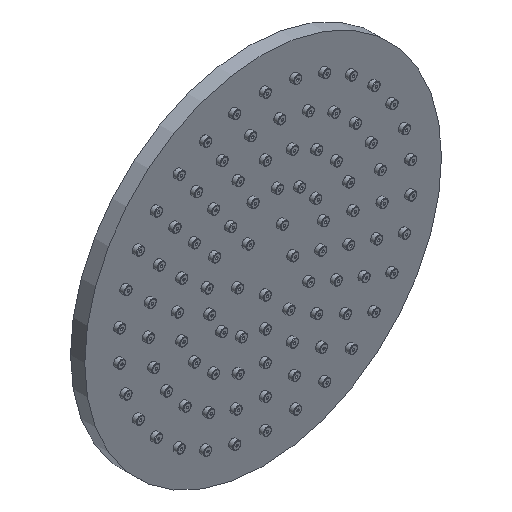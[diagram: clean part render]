
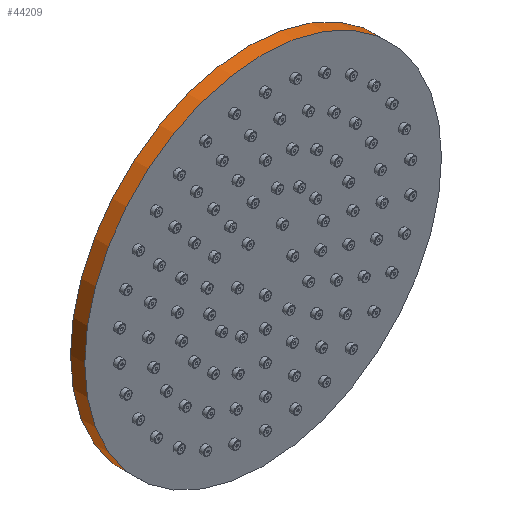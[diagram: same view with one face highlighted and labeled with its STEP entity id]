
A CAD part, isometric view. The second image highlights one B-rep face of the part: STEP entity #44209.
In plain terms, the highlighted cylindrical face has radius 100.4 mm (diameter 200.8 mm), a full revolution.
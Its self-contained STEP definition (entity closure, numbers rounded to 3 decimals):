
#104 = EDGE_LOOP ( 'NONE', ( #31654 ) ) ;
#1665 = EDGE_CURVE ( 'NONE', #34974, #34974, #35315, .T. ) ;
#1793 = CYLINDRICAL_SURFACE ( 'NONE', #32814, 100.4 ) ;
#5373 = FACE_OUTER_BOUND ( 'NONE', #34385, .T. ) ;
#8396 = VERTEX_POINT ( 'NONE', #39879 ) ;
#9106 = CARTESIAN_POINT ( 'NONE',  ( -70.363, -69.791, 0. ) ) ;
#13315 = EDGE_CURVE ( 'NONE', #8396, #8396, #24849, .T. ) ;
#22965 = DIRECTION ( 'NONE',  ( 0., -1., 0. ) ) ;
#23066 = ORIENTED_EDGE ( 'NONE', *, *, #13315, .F. ) ;
#24849 = CIRCLE ( 'NONE', #31678, 100.4 ) ;
#24985 = CARTESIAN_POINT ( 'NONE',  ( -70.363, -61.791, -100.4 ) ) ;
#26095 = CARTESIAN_POINT ( 'NONE',  ( -70.363, -61.791, 0. ) ) ;
#26331 = FACE_OUTER_BOUND ( 'NONE', #104, .T. ) ;
#26957 = AXIS2_PLACEMENT_3D ( 'NONE', #42512, #35381, #43216 ) ;
#31248 = DIRECTION ( 'NONE',  ( 0., -1., 0. ) ) ;
#31654 = ORIENTED_EDGE ( 'NONE', *, *, #1665, .T. ) ;
#31678 = AXIS2_PLACEMENT_3D ( 'NONE', #9106, #31248, #34572 ) ;
#32814 = AXIS2_PLACEMENT_3D ( 'NONE', #26095, #22965, #37492 ) ;
#34385 = EDGE_LOOP ( 'NONE', ( #23066 ) ) ;
#34572 = DIRECTION ( 'NONE',  ( 0., 0., -1. ) ) ;
#34974 = VERTEX_POINT ( 'NONE', #24985 ) ;
#35315 = CIRCLE ( 'NONE', #26957, 100.4 ) ;
#35381 = DIRECTION ( 'NONE',  ( 0., -1., 0. ) ) ;
#37492 = DIRECTION ( 'NONE',  ( 0., 0., -1. ) ) ;
#39879 = CARTESIAN_POINT ( 'NONE',  ( -70.363, -69.791, -100.4 ) ) ;
#42512 = CARTESIAN_POINT ( 'NONE',  ( -70.363, -61.791, 0. ) ) ;
#43216 = DIRECTION ( 'NONE',  ( 0., 0., -1. ) ) ;
#44209 = ADVANCED_FACE ( 'NONE', ( #26331, #5373 ), #1793, .T. ) ;
